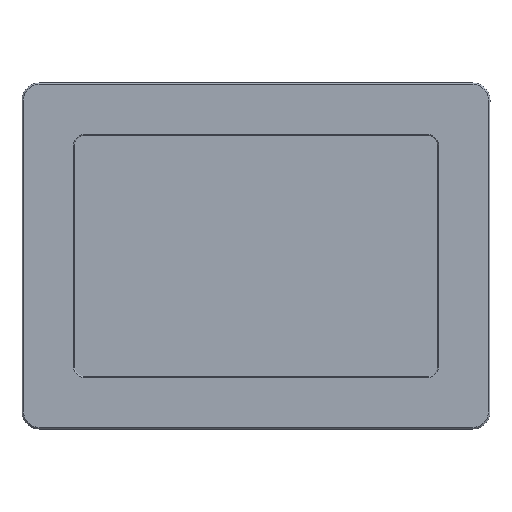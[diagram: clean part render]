
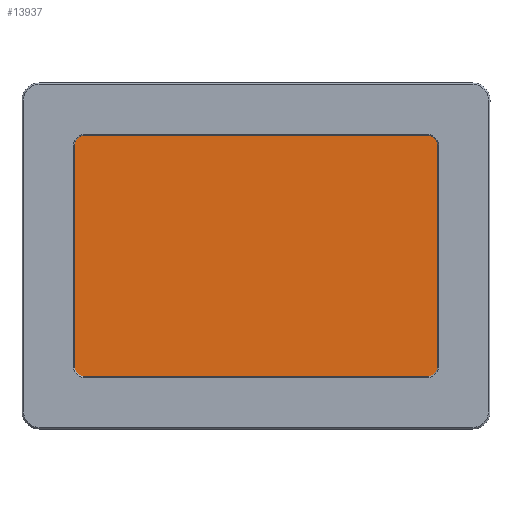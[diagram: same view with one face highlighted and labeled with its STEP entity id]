
A CAD part, top view. The second image highlights one B-rep face of the part: STEP entity #13937.
In plain terms, the highlighted planar face has unit normal (0, 0, 1).
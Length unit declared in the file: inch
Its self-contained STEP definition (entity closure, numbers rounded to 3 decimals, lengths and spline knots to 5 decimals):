
#169=PLANE('',#14807);
#945=FACE_OUTER_BOUND('',#1728,.T.);
#1728=EDGE_LOOP('',(#9406,#9407,#9408,#9409,#9410,#9411,#9412,#9413));
#2597=CIRCLE('',#14808,0.26063);
#2598=CIRCLE('',#14809,0.26063);
#2599=CIRCLE('',#14810,0.26063);
#2600=CIRCLE('',#14811,0.26063);
#3153=LINE('',#21169,#4490);
#3154=LINE('',#21173,#4491);
#3155=LINE('',#21177,#4492);
#3156=LINE('',#21181,#4493);
#4490=VECTOR('',#16078,0.3937);
#4491=VECTOR('',#16081,0.3937);
#4492=VECTOR('',#16084,0.3937);
#4493=VECTOR('',#16087,0.3937);
#5933=VERTEX_POINT('',#21167);
#5934=VERTEX_POINT('',#21168);
#5935=VERTEX_POINT('',#21170);
#5936=VERTEX_POINT('',#21172);
#5937=VERTEX_POINT('',#21174);
#5938=VERTEX_POINT('',#21176);
#5939=VERTEX_POINT('',#21178);
#5940=VERTEX_POINT('',#21180);
#7284=EDGE_CURVE('',#5933,#5934,#3153,.T.);
#7285=EDGE_CURVE('',#5935,#5933,#2597,.T.);
#7286=EDGE_CURVE('',#5936,#5935,#3154,.T.);
#7287=EDGE_CURVE('',#5937,#5936,#2598,.T.);
#7288=EDGE_CURVE('',#5938,#5937,#3155,.T.);
#7289=EDGE_CURVE('',#5939,#5938,#2599,.T.);
#7290=EDGE_CURVE('',#5940,#5939,#3156,.T.);
#7291=EDGE_CURVE('',#5934,#5940,#2600,.T.);
#9406=ORIENTED_EDGE('',*,*,#7284,.F.);
#9407=ORIENTED_EDGE('',*,*,#7285,.F.);
#9408=ORIENTED_EDGE('',*,*,#7286,.F.);
#9409=ORIENTED_EDGE('',*,*,#7287,.F.);
#9410=ORIENTED_EDGE('',*,*,#7288,.F.);
#9411=ORIENTED_EDGE('',*,*,#7289,.F.);
#9412=ORIENTED_EDGE('',*,*,#7290,.F.);
#9413=ORIENTED_EDGE('',*,*,#7291,.F.);
#13937=ADVANCED_FACE('',(#945),#169,.T.);
#14807=AXIS2_PLACEMENT_3D('',#21166,#16076,#16077);
#14808=AXIS2_PLACEMENT_3D('',#21171,#16079,#16080);
#14809=AXIS2_PLACEMENT_3D('',#21175,#16082,#16083);
#14810=AXIS2_PLACEMENT_3D('',#21179,#16085,#16086);
#14811=AXIS2_PLACEMENT_3D('',#21182,#16088,#16089);
#16076=DIRECTION('center_axis',(0.,0.,
1.));
#16077=DIRECTION('ref_axis',(1.,0.,0.));
#16078=DIRECTION('',(0.,-1.,0.));
#16079=DIRECTION('center_axis',(0.,0.,
-1.));
#16080=DIRECTION('ref_axis',(-1.,0.,0.));
#16081=DIRECTION('',(1.,0.,0.));
#16082=DIRECTION('center_axis',(0.,0.,
-1.));
#16083=DIRECTION('ref_axis',(0.,-1.,0.));
#16084=DIRECTION('',(0.,1.,0.));
#16085=DIRECTION('center_axis',(0.,0.,
-1.));
#16086=DIRECTION('ref_axis',(1.,0.,0.));
#16087=DIRECTION('',(-1.,0.,0.));
#16088=DIRECTION('center_axis',(0.,0.,
-1.));
#16089=DIRECTION('ref_axis',(0.,1.,0.));
#21166=CARTESIAN_POINT('Origin',(12.50838,3.74764,0.613));
#21167=CARTESIAN_POINT('',(16.31664,5.94315,0.613));
#21168=CARTESIAN_POINT('',(16.31664,1.36,0.613));
#21169=CARTESIAN_POINT('',(16.31664,4.84539,0.613));
#21170=CARTESIAN_POINT('',(16.05601,6.20378,0.613));
#21171=CARTESIAN_POINT('Origin',(16.05601,5.94315,0.613));
#21172=CARTESIAN_POINT('',(8.89805,6.20378,0.613));
#21173=CARTESIAN_POINT('',(10.70322,6.20378,0.613));
#21174=CARTESIAN_POINT('',(8.63742,5.94315,0.613));
#21175=CARTESIAN_POINT('Origin',(8.89805,5.94315,0.613));
#21176=CARTESIAN_POINT('',(8.63742,1.36,0.613));
#21177=CARTESIAN_POINT('',(8.63742,2.55382,0.613));
#21178=CARTESIAN_POINT('',(8.89805,1.09937,0.613));
#21179=CARTESIAN_POINT('Origin',(8.89805,1.36,0.613));
#21180=CARTESIAN_POINT('',(16.05601,1.09937,0.613));
#21181=CARTESIAN_POINT('',(14.2822,1.09937,0.613));
#21182=CARTESIAN_POINT('Origin',(16.05601,1.36,0.613));
